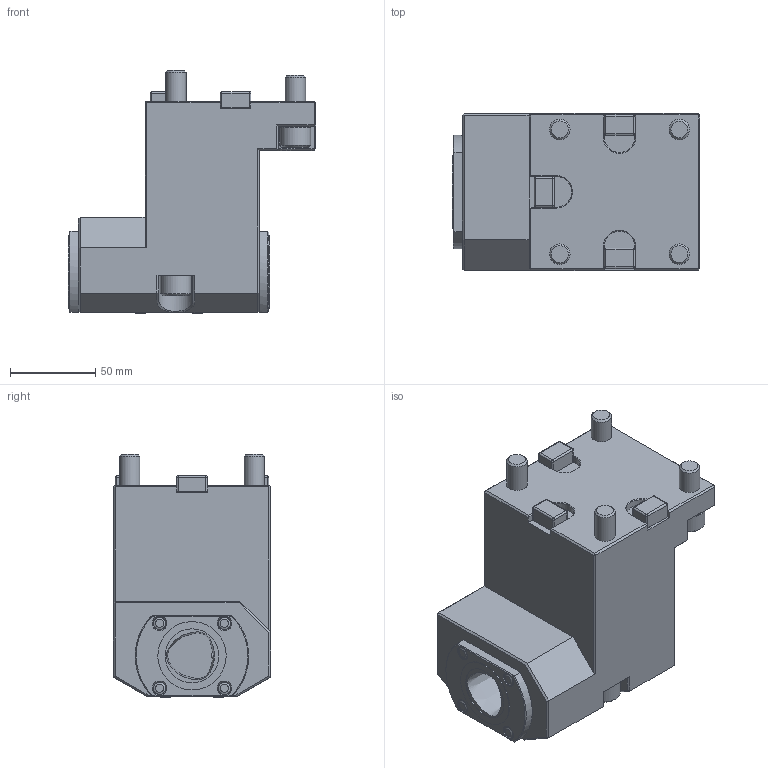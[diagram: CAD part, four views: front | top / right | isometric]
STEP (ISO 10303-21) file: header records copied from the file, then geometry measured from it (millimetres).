
FILE_DESCRIPTION(/* description */ (''),/* implementation_level */ '2;1');
FILE_NAME(/* name */ '1615896466789.stp',/* time_stamp */ '2021-03-16T13:07:52+01:00',/* author */ (''),/* organization */ ('SMS'),/* preprocessor_version */ 'ST-DEVELOPER v16.7',/* originating_system */ 'SIEMENS PLM Software NX 12.0',/* authorisation */ '');
FILE_SCHEMA (('AUTOMOTIVE_DESIGN { 1 0 10303 214 3 1 1 1 }'));
Length unit declared in the file: millimetre
Products named in the file (1): 203431802mod000_00
Bounding box: 145 x 92 x 142.5 mm (x, y, z)
Volume: 1024711.7 mm3; surface area: 82464.4 mm2
Topology: 1 solids, 1 shells, 275 faces, 681 edges, 407 vertices
Faces by surface type: plane 161, cylinder 47, cone 29, sphere 22, bspline 16
Full cylindrical faces by diameter (mm): 2.5 x2, 5.7 x2, 7.2 x2, 12 x4, 18 x4, 31.6 x2
Entity records: 9146 total; most frequent: CARTESIAN_POINT 3113, DIRECTION 1197, ORIENTED_EDGE 1176, EDGE_CURVE 588, AXIS2_PLACEMENT_3D 407, LINE 383, VECTOR 383, VERTEX_POINT 378
